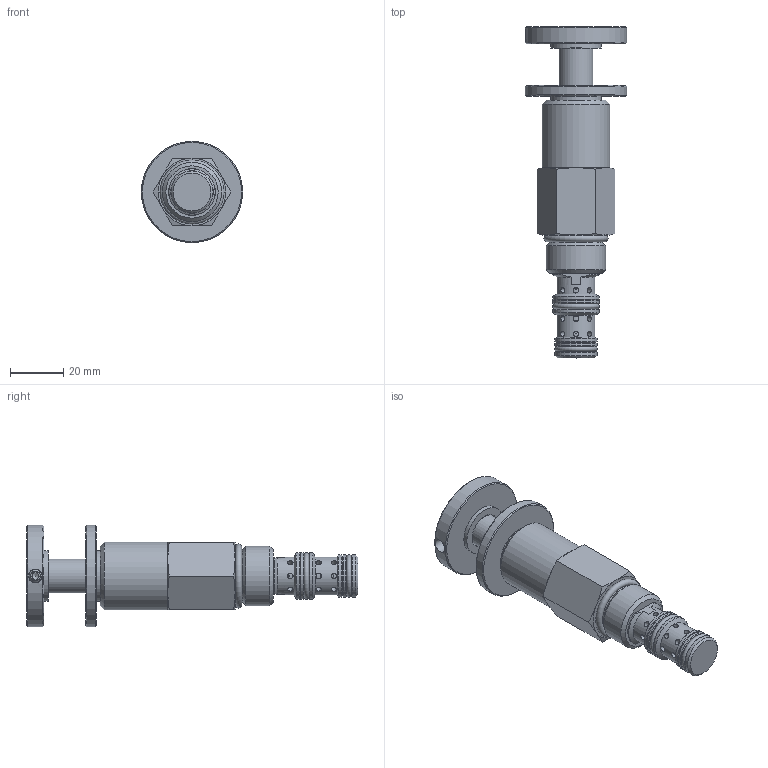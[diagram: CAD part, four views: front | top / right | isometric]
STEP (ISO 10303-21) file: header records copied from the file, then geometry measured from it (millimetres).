
FILE_DESCRIPTION((''),'2;1');
FILE_NAME('dpsk-100-n-k_10145-78_RA.stp','2012-07-10T08:41:18',('mmartin'),(''),'Autodesk Inventor 2010','Autodesk Inventor 2010','');
FILE_SCHEMA(('AUTOMOTIVE_DESIGN { 1 0 10303 214 1 1 1 1 }'));
Length unit declared in the file: inch
Products named in the file (1): 10145-78_Shrinkwrap_1
Bounding box: 38.1 x 124.83 x 38.1 mm (x, y, z)
Volume: 51971.9 mm3; surface area: 16122.4 mm2
Topology: 1 solids, 4 shells, 318 faces, 746 edges, 468 vertices
Faces by surface type: cylinder 159, plane 68, cone 56, torus 27, bspline 8
Full cylindrical faces by diameter (mm): 2.019 x32, 3.175 x1, 4.775 x1, 4.826 x1, 5.144 x1, 6.35 x1, 10.185 x2, 10.312 x1, 12.7 x1, 13.31 x3, 14.275 x2, 14.884 x3, 15.799 x2, 15.875 x1, 17.374 x2, 17.463 x1, 19.05 x2, 19.634 x2, 22.225 x1, 25.4 x1, 38.1 x2
Entity records: 10791 total; most frequent: CARTESIAN_POINT 4535, DIRECTION 1214, ORIENTED_EDGE 1164, EDGE_CURVE 582, AXIS2_PLACEMENT_3D 555, EDGE_LOOP 460, VERTEX_POINT 412, FACE_OUTER_BOUND 318
